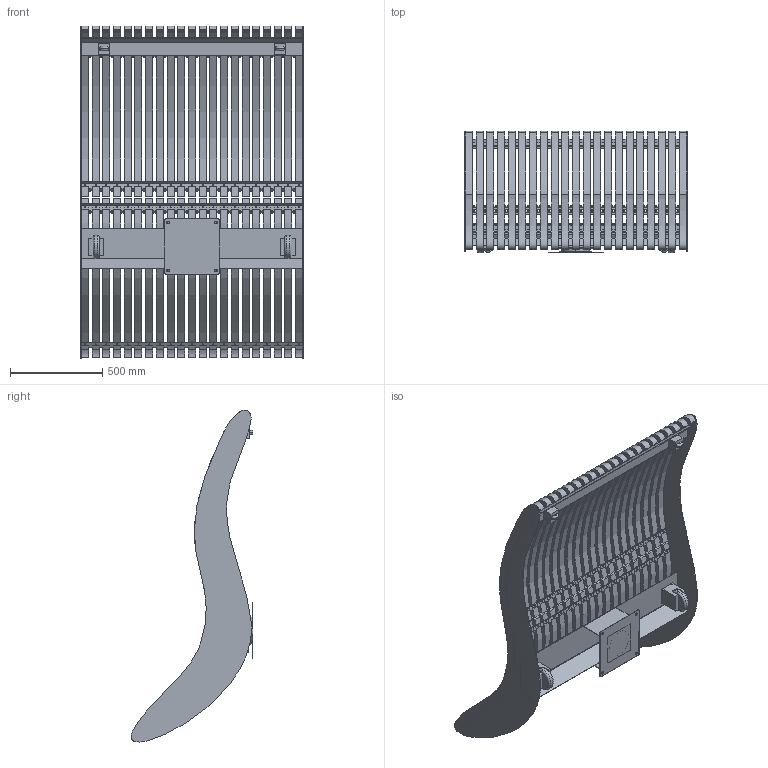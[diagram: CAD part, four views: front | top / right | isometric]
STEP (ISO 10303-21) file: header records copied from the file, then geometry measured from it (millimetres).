
FILE_DESCRIPTION (( 'STEP AP214' ), '1' );
FILE_NAME ('Chaise_Solene3.STEP', '2022-07-12T07:42:23', ( '' ), ( '' ), 'SwSTEP 2.0', 'SolidWorks 2017', '' );
FILE_SCHEMA (( 'AUTOMOTIVE_DESIGN' ));
Length unit declared in the file: millimetre
Products named in the file (12): Roulette_Petite; Platine_Pivot; Plateau_Tournant; Joue_Metal; Petite_Liaison; Platine_Sol_5mm; Chaise_Solene3; SymétrieJoue_Metal; Latte_Bois3; Corniere_30x15x3; Grand_Liaison; Roulette
Assembly tree (36 placements, depth 2):
  Chaise_Solene3
    Latte_Bois3  x21
    Joue_Metal
    Plateau_Tournant
    Platine_Sol_5mm
    Grand_Liaison
    Platine_Pivot
    Roulette  x2
    Corniere_30x15x3  x4
    Roulette_Petite  x2
    Petite_Liaison
    SymétrieJoue_Metal
Bounding box: 1208 x 661.12 x 1799.3 mm (x, y, z)
Volume: 78255956.2 mm3; surface area: 11674806 mm2
Topology: 57 solids, 57 shells, 2267 faces, 5651 edges, 3530 vertices
Faces by surface type: plane 1424, cylinder 613, bspline 214, torus 16
Entity records: 19434 total; most frequent: CARTESIAN_POINT 3662, DIRECTION 3213, ORIENTED_EDGE 3066, EDGE_CURVE 1533, VECTOR 1083, LINE 1083, AXIS2_PLACEMENT_3D 1065, VERTEX_POINT 954
